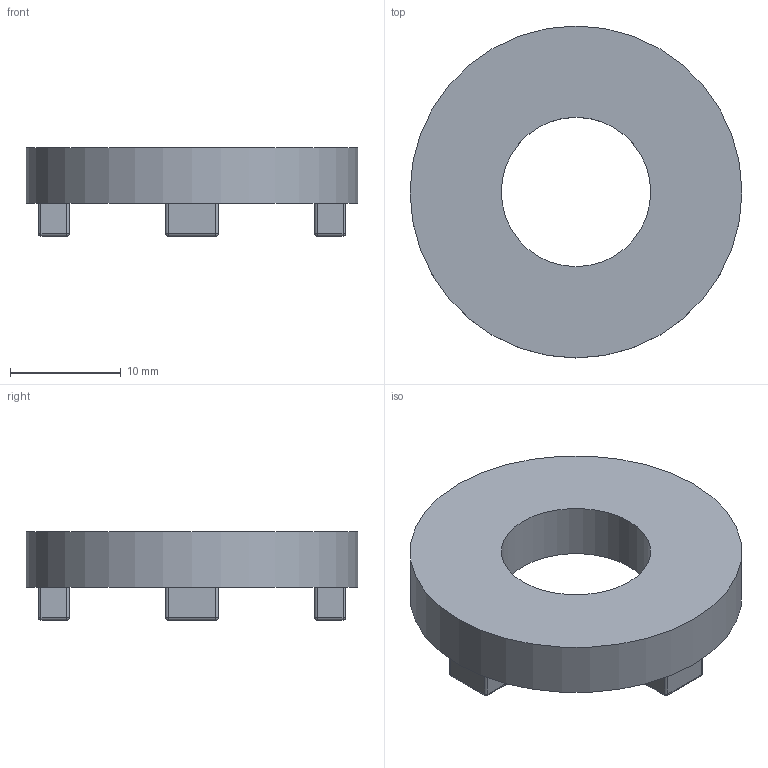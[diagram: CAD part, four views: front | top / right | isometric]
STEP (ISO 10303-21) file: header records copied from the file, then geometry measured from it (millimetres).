
FILE_DESCRIPTION(/* description */ (''),/* implementation_level */ '2;1');
FILE_NAME(/* name */ 'Right Arm Roller Bearing Cap v6.step',/* time_stamp */ '2022-05-20T11:09:01-04:00',/* author */ (''),/* organization */ (''),/* preprocessor_version */ 'ST-DEVELOPER v18.1',/* originating_system */ 'Autodesk Translation Framework v10.14.0.1471',/* authorisation */ '');
FILE_SCHEMA (('AUTOMOTIVE_DESIGN { 1 0 10303 214 3 1 1 }'));
Length unit declared in the file: millimetre
Products named in the file (1): Right Arm Roller Bearing Cap
Bounding box: 30 x 30 x 8 mm (x, y, z)
Volume: 2978.5 mm3; surface area: 1981.5 mm2
Topology: 1 solids, 1 shells, 72 faces, 150 edges, 84 vertices
Faces by surface type: cylinder 34, plane 22, sphere 16
Full cylindrical faces by diameter (mm): 13.5 x1, 30 x1
Entity records: 1915 total; most frequent: DIRECTION 364, CARTESIAN_POINT 307, ORIENTED_EDGE 300, EDGE_CURVE 150, AXIS2_PLACEMENT_3D 141, VERTEX_POINT 84, LINE 82, VECTOR 82
